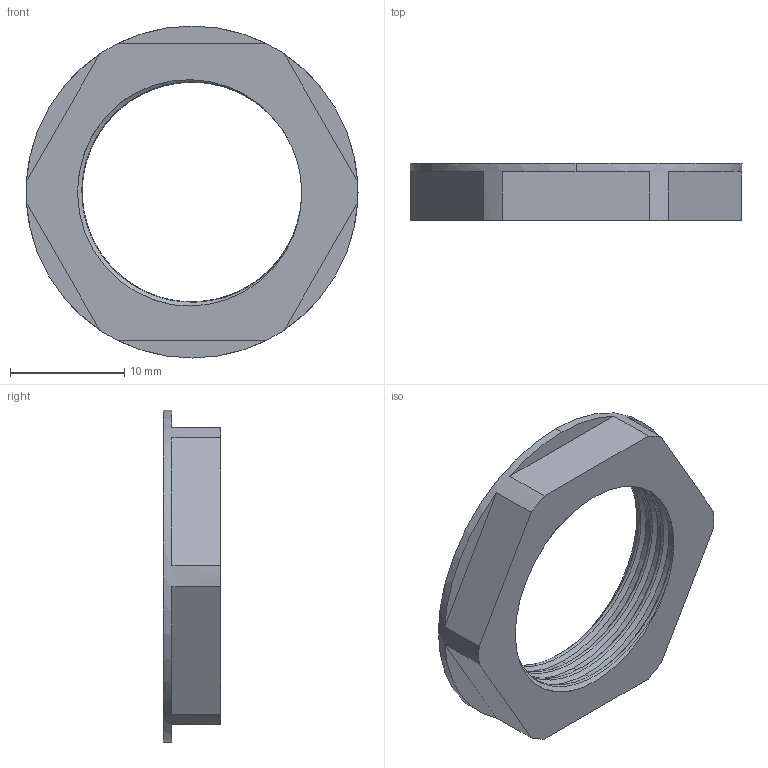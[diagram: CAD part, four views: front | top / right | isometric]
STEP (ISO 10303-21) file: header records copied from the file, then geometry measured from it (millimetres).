
FILE_DESCRIPTION (( 'STEP AP203' ), '1' );
FILE_NAME ('M20 x 1,5 Somun.STEP', '2020-06-03T13:41:25', ( '' ), ( '' ), 'SwSTEP 2.0', 'SolidWorks 2011', '' );
FILE_SCHEMA (( 'CONFIG_CONTROL_DESIGN' ));
Length unit declared in the file: millimetre
Products named in the file (1): M20 x 1,5 Somun
Bounding box: 29 x 5 x 29 mm (x, y, z)
Volume: 1448.8 mm3; surface area: 1535.8 mm2
Topology: 1 solids, 1 shells, 28 faces, 78 edges, 52 vertices
Faces by surface type: plane 15, cylinder 10, bspline 3
Entity records: 2256 total; most frequent: CARTESIAN_POINT 1510, ORIENTED_EDGE 156, DIRECTION 125, EDGE_CURVE 78, VERTEX_POINT 52, AXIS2_PLACEMENT_3D 45, VECTOR 35, LINE 35
